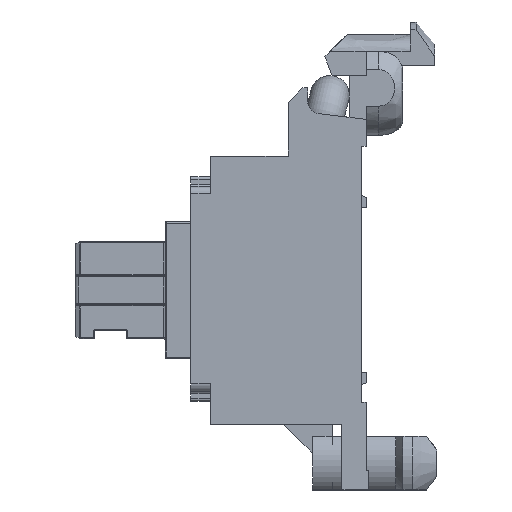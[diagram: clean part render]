
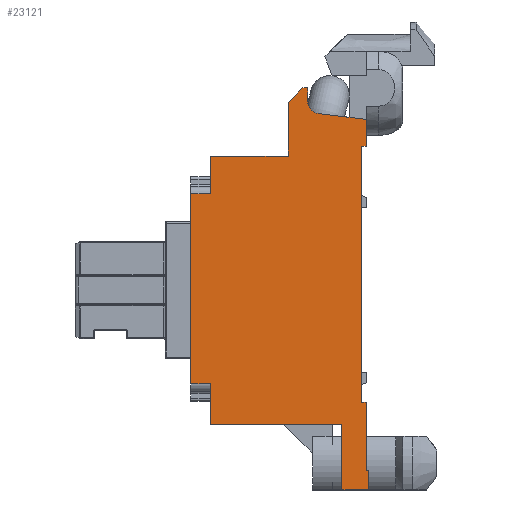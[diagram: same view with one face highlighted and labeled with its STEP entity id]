
A CAD part, left-side view. The second image highlights one B-rep face of the part: STEP entity #23121.
In plain terms, the highlighted planar face has unit normal (-1, 0, 0).
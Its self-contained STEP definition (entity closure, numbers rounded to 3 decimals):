
#1635=LINE('',#39678,#3726);
#1710=LINE('',#39901,#3801);
#1754=LINE('',#40001,#3845);
#1770=LINE('',#40057,#3861);
#1792=LINE('',#40098,#3883);
#1793=LINE('',#40100,#3884);
#1794=LINE('',#40102,#3885);
#1795=LINE('',#40104,#3886);
#1796=LINE('',#40106,#3887);
#1797=LINE('',#40108,#3888);
#1798=LINE('',#40110,#3889);
#1799=LINE('',#40112,#3890);
#1800=LINE('',#40113,#3891);
#1801=LINE('',#40115,#3892);
#1802=LINE('',#40119,#3893);
#1803=LINE('',#40121,#3894);
#1804=LINE('',#40123,#3895);
#1805=LINE('',#40124,#3896);
#1806=LINE('',#40126,#3897);
#1807=LINE('',#40127,#3898);
#1808=LINE('',#40128,#3899);
#3726=VECTOR('',#28724,1000.);
#3801=VECTOR('',#28881,1000.);
#3845=VECTOR('',#28963,1000.);
#3861=VECTOR('',#29005,1000.);
#3883=VECTOR('',#29033,1000.);
#3884=VECTOR('',#29034,1000.);
#3885=VECTOR('',#29035,1000.);
#3886=VECTOR('',#29036,1000.);
#3887=VECTOR('',#29037,1000.);
#3888=VECTOR('',#29038,1000.);
#3889=VECTOR('',#29039,1000.);
#3890=VECTOR('',#29040,1000.);
#3891=VECTOR('',#29041,1000.);
#3892=VECTOR('',#29042,1000.);
#3893=VECTOR('',#29045,1000.);
#3894=VECTOR('',#29046,1000.);
#3895=VECTOR('',#29047,1000.);
#3896=VECTOR('',#29048,1000.);
#3897=VECTOR('',#29049,1000.);
#3898=VECTOR('',#29050,1000.);
#3899=VECTOR('',#29051,1000.);
#6036=FACE_OUTER_BOUND('',#7391,.T.);
#7391=EDGE_LOOP('',(#17760,#17761,#17762,#17763,#17764,#17765,#17766,#17767,
#17768,#17769,#17770,#17771,#17772,#17773,#17774,#17775,#17776,#17777,#17778,
#17779,#17780,#17781));
#8594=CIRCLE('',#24906,0.5);
#9999=VERTEX_POINT('',#39675);
#10000=VERTEX_POINT('',#39677);
#10070=VERTEX_POINT('',#39898);
#10071=VERTEX_POINT('',#39900);
#10107=VERTEX_POINT('',#39998);
#10108=VERTEX_POINT('',#40000);
#10112=VERTEX_POINT('',#40010);
#10135=VERTEX_POINT('',#40055);
#10151=VERTEX_POINT('',#40097);
#10152=VERTEX_POINT('',#40099);
#10153=VERTEX_POINT('',#40101);
#10154=VERTEX_POINT('',#40103);
#10155=VERTEX_POINT('',#40105);
#10156=VERTEX_POINT('',#40107);
#10157=VERTEX_POINT('',#40109);
#10158=VERTEX_POINT('',#40111);
#10159=VERTEX_POINT('',#40114);
#10160=VERTEX_POINT('',#40116);
#10161=VERTEX_POINT('',#40118);
#10162=VERTEX_POINT('',#40120);
#10163=VERTEX_POINT('',#40122);
#10164=VERTEX_POINT('',#40125);
#12681=EDGE_CURVE('',#9999,#10000,#1635,.T.);
#12780=EDGE_CURVE('',#10070,#10071,#1710,.T.);
#12831=EDGE_CURVE('',#10107,#10108,#1754,.T.);
#12859=EDGE_CURVE('',#10135,#10112,#1770,.T.);
#12882=EDGE_CURVE('',#10108,#10151,#1792,.T.);
#12883=EDGE_CURVE('',#10152,#10107,#1793,.T.);
#12884=EDGE_CURVE('',#10153,#10152,#1794,.T.);
#12885=EDGE_CURVE('',#10154,#10153,#1795,.T.);
#12886=EDGE_CURVE('',#10155,#10154,#1796,.T.);
#12887=EDGE_CURVE('',#10156,#10155,#1797,.T.);
#12888=EDGE_CURVE('',#10157,#10156,#1798,.T.);
#12889=EDGE_CURVE('',#10158,#10157,#1799,.T.);
#12890=EDGE_CURVE('',#10000,#10158,#1800,.T.);
#12891=EDGE_CURVE('',#10159,#9999,#1801,.T.);
#12892=EDGE_CURVE('',#10160,#10159,#8594,.T.);
#12893=EDGE_CURVE('',#10161,#10160,#1802,.T.);
#12894=EDGE_CURVE('',#10162,#10161,#1803,.T.);
#12895=EDGE_CURVE('',#10163,#10162,#1804,.T.);
#12896=EDGE_CURVE('',#10071,#10163,#1805,.T.);
#12897=EDGE_CURVE('',#10164,#10070,#1806,.T.);
#12898=EDGE_CURVE('',#10164,#10112,#1807,.T.);
#12899=EDGE_CURVE('',#10151,#10135,#1808,.T.);
#17760=ORIENTED_EDGE('',*,*,#12882,.F.);
#17761=ORIENTED_EDGE('',*,*,#12831,.F.);
#17762=ORIENTED_EDGE('',*,*,#12883,.F.);
#17763=ORIENTED_EDGE('',*,*,#12884,.F.);
#17764=ORIENTED_EDGE('',*,*,#12885,.F.);
#17765=ORIENTED_EDGE('',*,*,#12886,.F.);
#17766=ORIENTED_EDGE('',*,*,#12887,.F.);
#17767=ORIENTED_EDGE('',*,*,#12888,.F.);
#17768=ORIENTED_EDGE('',*,*,#12889,.F.);
#17769=ORIENTED_EDGE('',*,*,#12890,.F.);
#17770=ORIENTED_EDGE('',*,*,#12681,.F.);
#17771=ORIENTED_EDGE('',*,*,#12891,.F.);
#17772=ORIENTED_EDGE('',*,*,#12892,.F.);
#17773=ORIENTED_EDGE('',*,*,#12893,.F.);
#17774=ORIENTED_EDGE('',*,*,#12894,.F.);
#17775=ORIENTED_EDGE('',*,*,#12895,.F.);
#17776=ORIENTED_EDGE('',*,*,#12896,.F.);
#17777=ORIENTED_EDGE('',*,*,#12780,.F.);
#17778=ORIENTED_EDGE('',*,*,#12897,.F.);
#17779=ORIENTED_EDGE('',*,*,#12898,.T.);
#17780=ORIENTED_EDGE('',*,*,#12859,.F.);
#17781=ORIENTED_EDGE('',*,*,#12899,.F.);
#22239=PLANE('',#24905);
#23121=ADVANCED_FACE('',(#6036),#22239,.F.);
#24905=AXIS2_PLACEMENT_3D('',#40096,#29031,#29032);
#24906=AXIS2_PLACEMENT_3D('',#40117,#29043,#29044);
#28724=DIRECTION('',(0.,0.,-1.));
#28881=DIRECTION('',(0.,-1.,0.));
#28963=DIRECTION('',(0.,1.,0.));
#29005=DIRECTION('',(0.,0.,1.));
#29031=DIRECTION('center_axis',(1.,0.,0.));
#29032=DIRECTION('ref_axis',(0.,0.,-1.));
#29033=DIRECTION('',(0.,0.,1.));
#29034=DIRECTION('',(0.,0.,1.));
#29035=DIRECTION('',(0.,1.,0.));
#29036=DIRECTION('',(0.,0.,-1.));
#29037=DIRECTION('',(0.,-1.,0.));
#29038=DIRECTION('',(0.,0.,-1.));
#29039=DIRECTION('',(0.,-1.,0.));
#29040=DIRECTION('',(0.,0.,-1.));
#29041=DIRECTION('',(0.,1.,0.));
#29042=DIRECTION('',(0.,-0.992,-0.124));
#29043=DIRECTION('center_axis',(-1.,0.,0.));
#29044=DIRECTION('ref_axis',(0.,0.,-1.));
#29045=DIRECTION('',(0.,0.,-1.));
#29046=DIRECTION('',(0.,-1.,0.));
#29047=DIRECTION('',(0.,-0.707,0.707));
#29048=DIRECTION('',(0.,0.,1.));
#29049=DIRECTION('',(0.,0.,1.));
#29050=DIRECTION('',(0.,1.,0.));
#29051=DIRECTION('',(0.,1.,0.));
#39675=CARTESIAN_POINT('',(-3.4,-3.6,7.));
#39677=CARTESIAN_POINT('',(-3.4,-3.6,5.9));
#39678=CARTESIAN_POINT('',(-3.4,-3.6,5.9));
#39898=CARTESIAN_POINT('',(-3.4,2.8,5.5));
#39900=CARTESIAN_POINT('',(-3.4,-0.4,5.5));
#39901=CARTESIAN_POINT('',(-3.4,3.6,5.5));
#39998=CARTESIAN_POINT('',(-3.4,-2.6,-5.5));
#40000=CARTESIAN_POINT('',(-3.4,2.8,-5.5));
#40001=CARTESIAN_POINT('',(-3.4,3.6,-5.5));
#40010=CARTESIAN_POINT('',(-3.4,3.6,3.95));
#40055=CARTESIAN_POINT('',(-3.4,3.6,-3.85));
#40057=CARTESIAN_POINT('',(-3.4,3.6,5.5));
#40096=CARTESIAN_POINT('Origin',(-3.4,-1.7,7.741));
#40097=CARTESIAN_POINT('',(-3.4,2.8,-3.85));
#40098=CARTESIAN_POINT('',(-3.4,2.8,7.741));
#40099=CARTESIAN_POINT('',(-3.4,-2.6,-8.2));
#40100=CARTESIAN_POINT('',(-3.4,-2.6,-5.5));
#40101=CARTESIAN_POINT('',(-3.4,-3.7,-8.2));
#40102=CARTESIAN_POINT('',(-3.4,-2.6,-8.2));
#40103=CARTESIAN_POINT('',(-3.4,-3.7,-7.4));
#40104=CARTESIAN_POINT('',(-3.4,-3.7,-8.2));
#40105=CARTESIAN_POINT('',(-3.4,-3.6,-7.4));
#40106=CARTESIAN_POINT('',(-3.4,-3.6,-7.4));
#40107=CARTESIAN_POINT('',(-3.4,-3.6,-4.6));
#40108=CARTESIAN_POINT('',(-3.4,-3.6,-4.6));
#40109=CARTESIAN_POINT('',(-3.4,-3.4,-4.6));
#40110=CARTESIAN_POINT('',(-3.4,-3.4,-4.6));
#40111=CARTESIAN_POINT('',(-3.4,-3.4,5.9));
#40112=CARTESIAN_POINT('',(-3.4,-3.4,5.9));
#40113=CARTESIAN_POINT('',(-3.4,-3.4,5.9));
#40114=CARTESIAN_POINT('',(-3.4,-1.638,7.245));
#40115=CARTESIAN_POINT('',(-3.4,-3.6,7.));
#40116=CARTESIAN_POINT('',(-3.4,-1.2,7.741));
#40117=CARTESIAN_POINT('Origin',(-3.4,-1.7,7.741));
#40118=CARTESIAN_POINT('',(-3.4,-1.2,8.3));
#40119=CARTESIAN_POINT('',(-3.4,-1.2,7.741));
#40120=CARTESIAN_POINT('',(-3.4,-1.,8.3));
#40121=CARTESIAN_POINT('',(-3.4,-1.2,8.3));
#40122=CARTESIAN_POINT('',(-3.4,-0.4,7.7));
#40123=CARTESIAN_POINT('',(-3.4,-1.,8.3));
#40124=CARTESIAN_POINT('',(-3.4,-0.4,7.7));
#40125=CARTESIAN_POINT('',(-3.4,2.8,3.95));
#40126=CARTESIAN_POINT('',(-3.4,2.8,7.741));
#40127=CARTESIAN_POINT('',(-3.4,-15.237,3.95));
#40128=CARTESIAN_POINT('',(-3.4,-15.237,-3.85));
